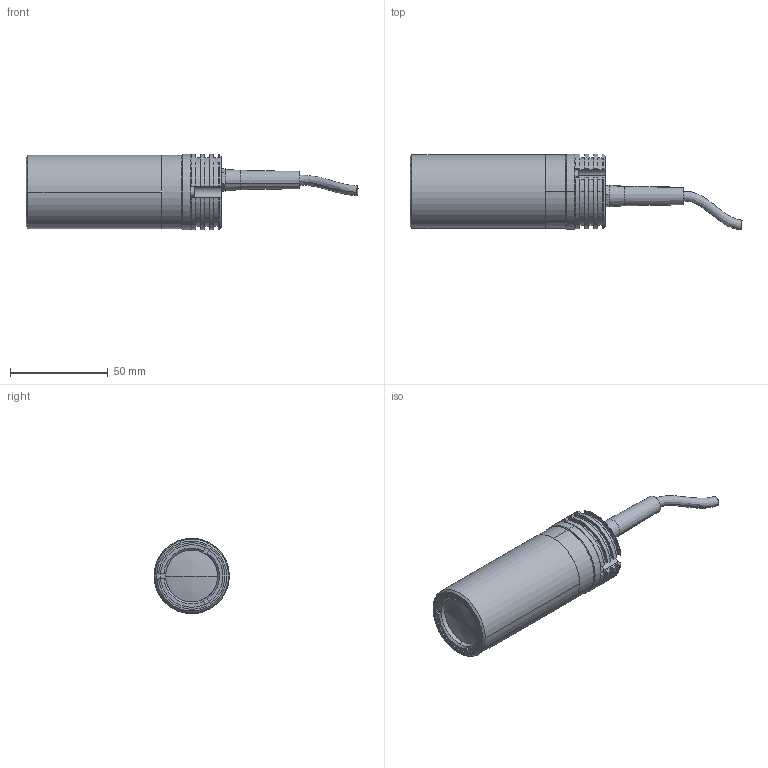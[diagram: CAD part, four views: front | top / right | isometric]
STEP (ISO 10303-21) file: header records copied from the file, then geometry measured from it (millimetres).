
FILE_DESCRIPTION (( 'STEP AP214' ), '1' );
FILE_NAME ('LTCLHP016.STEP', '2014-02-20T14:24:24', ( '' ), ( '' ), 'SwSTEP 2.0', 'SolidWorks 2013', '' );
FILE_SCHEMA (( 'AUTOMOTIVE_DESIGN' ));
Length unit declared in the file: millimetre
Products named in the file (1): LTCLHP016
Bounding box: 169.89 x 38.83 x 38.5 mm (x, y, z)
Surface area: 20207.7 mm2 (no closed solid volume)
Topology: 0 solids, 22 shells, 199 faces, 596 edges, 412 vertices
Faces by surface type: plane 98, cylinder 63, cone 22, torus 12, sphere 2, bspline 2
Entity records: 9080 total; most frequent: CARTESIAN_POINT 1394, DIRECTION 1229, ORIENTED_EDGE 994, EDGE_CURVE 590, AXIS2_PLACEMENT_3D 455, VERTEX_POINT 412, LINE 319, VECTOR 319
